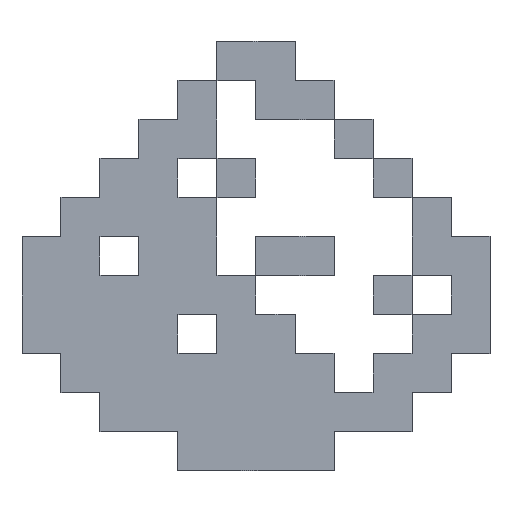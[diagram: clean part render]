
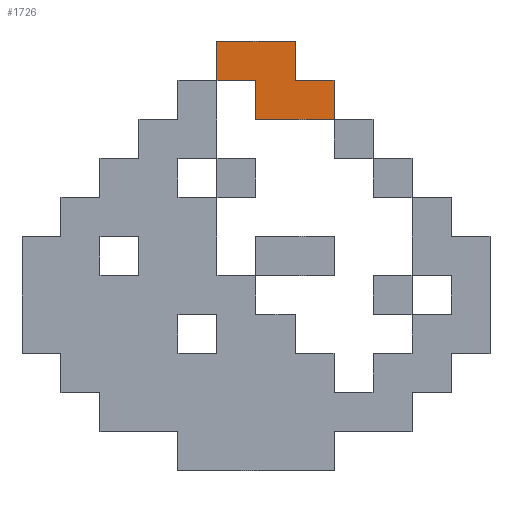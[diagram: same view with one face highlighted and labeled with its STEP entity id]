
A CAD part, top view. The second image highlights one B-rep face of the part: STEP entity #1726.
In plain terms, the highlighted planar face has unit normal (0, 0, 1).
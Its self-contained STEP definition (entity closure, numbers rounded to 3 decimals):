
#40=FACE_OUTER_BOUND('',#136,.T.);
#136=EDGE_LOOP('',(#1169,#1170,#1171,#1172,#1173,#1174,#1175,#1176));
#227=LINE('',#2373,#473);
#231=LINE('',#2381,#477);
#234=LINE('',#2387,#480);
#237=LINE('',#2393,#483);
#240=LINE('',#2399,#486);
#243=LINE('',#2405,#489);
#246=LINE('',#2411,#492);
#249=LINE('',#2416,#495);
#473=VECTOR('',#1933,10.);
#477=VECTOR('',#1939,10.);
#480=VECTOR('',#1944,10.);
#483=VECTOR('',#1949,10.);
#486=VECTOR('',#1954,10.);
#489=VECTOR('',#1959,10.);
#492=VECTOR('',#1964,10.);
#495=VECTOR('',#1969,10.);
#719=VERTEX_POINT('',#2371);
#720=VERTEX_POINT('',#2372);
#723=VERTEX_POINT('',#2380);
#725=VERTEX_POINT('',#2386);
#727=VERTEX_POINT('',#2392);
#729=VERTEX_POINT('',#2398);
#731=VERTEX_POINT('',#2404);
#733=VERTEX_POINT('',#2410);
#883=EDGE_CURVE('',#719,#720,#227,.T.);
#887=EDGE_CURVE('',#720,#723,#231,.T.);
#890=EDGE_CURVE('',#723,#725,#234,.T.);
#893=EDGE_CURVE('',#725,#727,#237,.T.);
#896=EDGE_CURVE('',#727,#729,#240,.T.);
#899=EDGE_CURVE('',#729,#731,#243,.T.);
#902=EDGE_CURVE('',#731,#733,#246,.T.);
#905=EDGE_CURVE('',#733,#719,#249,.T.);
#1169=ORIENTED_EDGE('',*,*,#905,.T.);
#1170=ORIENTED_EDGE('',*,*,#883,.T.);
#1171=ORIENTED_EDGE('',*,*,#887,.T.);
#1172=ORIENTED_EDGE('',*,*,#890,.T.);
#1173=ORIENTED_EDGE('',*,*,#893,.T.);
#1174=ORIENTED_EDGE('',*,*,#896,.T.);
#1175=ORIENTED_EDGE('',*,*,#899,.T.);
#1176=ORIENTED_EDGE('',*,*,#902,.T.);
#1630=PLANE('',#1842);
#1726=ADVANCED_FACE('',(#40),#1630,.T.);
#1842=AXIS2_PLACEMENT_3D('',#2419,#1973,#1974);
#1933=DIRECTION('',(0.,1.,0.));
#1939=DIRECTION('',(-1.,0.,0.));
#1944=DIRECTION('',(0.,-1.,0.));
#1949=DIRECTION('',(1.,0.,0.));
#1954=DIRECTION('',(0.,-1.,0.));
#1959=DIRECTION('',(1.,0.,0.));
#1964=DIRECTION('',(0.,1.,0.));
#1969=DIRECTION('',(-1.,0.,0.));
#1973=DIRECTION('center_axis',(0.,0.,1.));
#1974=DIRECTION('ref_axis',(1.,0.,0.));
#2371=CARTESIAN_POINT('',(45.25,-15.25,-5.562));
#2372=CARTESIAN_POINT('',(45.25,-10.25,-5.562));
#2373=CARTESIAN_POINT('',(45.25,-15.25,-5.562));
#2380=CARTESIAN_POINT('',(35.25,-10.25,-5.562));
#2381=CARTESIAN_POINT('',(45.25,-10.25,-5.562));
#2386=CARTESIAN_POINT('',(35.25,-15.25,-5.562));
#2387=CARTESIAN_POINT('',(35.25,-10.25,-5.562));
#2392=CARTESIAN_POINT('',(40.25,-15.25,-5.562));
#2393=CARTESIAN_POINT('',(35.25,-15.25,-5.562));
#2398=CARTESIAN_POINT('',(40.25,-20.25,-5.562));
#2399=CARTESIAN_POINT('',(40.25,-20.25,-5.562));
#2404=CARTESIAN_POINT('',(50.25,-20.25,-5.562));
#2405=CARTESIAN_POINT('',(50.25,-20.25,-5.562));
#2410=CARTESIAN_POINT('',(50.25,-15.25,-5.562));
#2411=CARTESIAN_POINT('',(50.25,-15.25,-5.562));
#2416=CARTESIAN_POINT('',(45.25,-15.25,-5.562));
#2419=CARTESIAN_POINT('Origin',(42.75,-15.25,-5.562));
